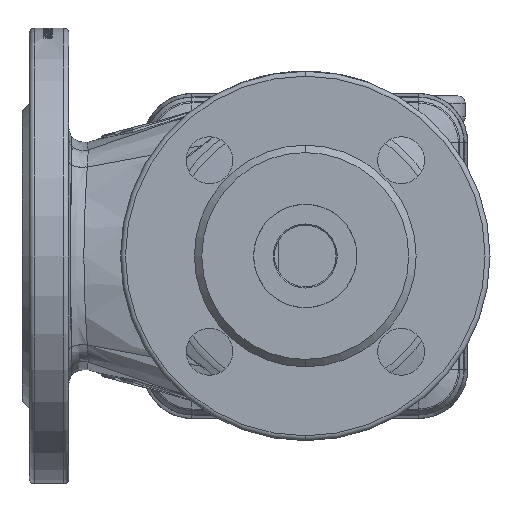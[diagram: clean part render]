
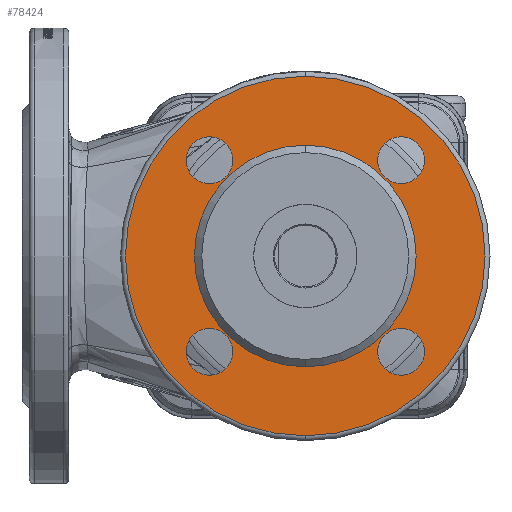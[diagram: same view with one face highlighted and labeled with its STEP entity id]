
A CAD part, front view. The second image highlights one B-rep face of the part: STEP entity #78424.
In plain terms, the highlighted planar face has unit normal (0, -1, 0).
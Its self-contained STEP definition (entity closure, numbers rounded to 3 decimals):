
#1535 = AXIS2_PLACEMENT_3D ( 'NONE', #20773, #181702, #137383 ) ;
#1983 = CARTESIAN_POINT ( 'NONE',  ( 38.891, -137., 38.891 ) ) ;
#2660 = CIRCLE ( 'NONE', #95061, 9.5 ) ;
#4354 = CIRCLE ( 'NONE', #118355, 73. ) ;
#4494 = ORIENTED_EDGE ( 'NONE', *, *, #143836, .F. ) ;
#4652 = DIRECTION ( 'NONE',  ( 0., 1., 0. ) ) ;
#5275 = CARTESIAN_POINT ( 'NONE',  ( 0., -137., 0. ) ) ;
#14432 = CIRCLE ( 'NONE', #122629, 9.5 ) ;
#15030 = FACE_OUTER_BOUND ( 'NONE', #43007, .T. ) ;
#15613 = EDGE_LOOP ( 'NONE', ( #112994, #62519 ) ) ;
#16985 = EDGE_LOOP ( 'NONE', ( #4494, #156197 ) ) ;
#17622 = VERTEX_POINT ( 'NONE', #138670 ) ;
#20122 = EDGE_LOOP ( 'NONE', ( #133116, #50804 ) ) ;
#20741 = CARTESIAN_POINT ( 'NONE',  ( -38.891, -137., 48.391 ) ) ;
#20773 = CARTESIAN_POINT ( 'NONE',  ( -38.891, -137., 38.891 ) ) ;
#24586 = ORIENTED_EDGE ( 'NONE', *, *, #176473, .F. ) ;
#25302 = DIRECTION ( 'NONE',  ( 0., -1., 0. ) ) ;
#28499 = FACE_BOUND ( 'NONE', #15613, .T. ) ;
#29233 = DIRECTION ( 'NONE',  ( 0., 0., 1. ) ) ;
#29460 = CARTESIAN_POINT ( 'NONE',  ( -45., -137., 0. ) ) ;
#30099 = AXIS2_PLACEMENT_3D ( 'NONE', #5275, #64055, #123862 ) ;
#30144 = AXIS2_PLACEMENT_3D ( 'NONE', #190316, #39858, #83327 ) ;
#31123 = DIRECTION ( 'NONE',  ( 0., 1., 0. ) ) ;
#31630 = CARTESIAN_POINT ( 'NONE',  ( 0., -137., -73. ) ) ;
#34783 = DIRECTION ( 'NONE',  ( 0., 0., -1. ) ) ;
#35319 = FACE_BOUND ( 'NONE', #113291, .T. ) ;
#35339 = EDGE_CURVE ( 'NONE', #17622, #108250, #92272, .T. ) ;
#36267 = CIRCLE ( 'NONE', #30144, 9.5 ) ;
#36555 = DIRECTION ( 'NONE',  ( 0., 0., -1. ) ) ;
#39858 = DIRECTION ( 'NONE',  ( 0., -1., 0. ) ) ;
#41953 = PLANE ( 'NONE',  #107050 ) ;
#43007 = EDGE_LOOP ( 'NONE', ( #146281, #156544 ) ) ;
#45707 = VERTEX_POINT ( 'NONE', #113599 ) ;
#46391 = CIRCLE ( 'NONE', #71031, 9.5 ) ;
#47673 = DIRECTION ( 'NONE',  ( 0., -1., 0. ) ) ;
#49794 = FACE_BOUND ( 'NONE', #55131, .T. ) ;
#50125 = CARTESIAN_POINT ( 'NONE',  ( 0., -137., 73. ) ) ;
#50804 = ORIENTED_EDGE ( 'NONE', *, *, #130148, .F. ) ;
#52375 = VERTEX_POINT ( 'NONE', #31630 ) ;
#55131 = EDGE_LOOP ( 'NONE', ( #77488, #79142 ) ) ;
#55132 = CARTESIAN_POINT ( 'NONE',  ( -38.891, -137., 38.891 ) ) ;
#57328 = CARTESIAN_POINT ( 'NONE',  ( 38.891, -137., -48.391 ) ) ;
#59256 = ORIENTED_EDGE ( 'NONE', *, *, #35339, .F. ) ;
#59306 = CARTESIAN_POINT ( 'NONE',  ( 38.891, -137., -38.891 ) ) ;
#62519 = ORIENTED_EDGE ( 'NONE', *, *, #153677, .T. ) ;
#63446 = DIRECTION ( 'NONE',  ( 0., 0., 1. ) ) ;
#64055 = DIRECTION ( 'NONE',  ( 0., 1., 0. ) ) ;
#64112 = CARTESIAN_POINT ( 'NONE',  ( 0., -137., 0. ) ) ;
#65460 = AXIS2_PLACEMENT_3D ( 'NONE', #94312, #4652, #63446 ) ;
#67339 = AXIS2_PLACEMENT_3D ( 'NONE', #64112, #122978, #112311 ) ;
#69671 = VERTEX_POINT ( 'NONE', #50125 ) ;
#70800 = DIRECTION ( 'NONE',  ( 0., 0., -1. ) ) ;
#71031 = AXIS2_PLACEMENT_3D ( 'NONE', #55132, #25302, #112104 ) ;
#73460 = EDGE_CURVE ( 'NONE', #90724, #161743, #143150, .T. ) ;
#77488 = ORIENTED_EDGE ( 'NONE', *, *, #160249, .F. ) ;
#78424 = ADVANCED_FACE ( 'NONE', ( #94190, #49794, #35319, #146148, #28499, #15030 ), #41953, .T. ) ;
#78617 = EDGE_CURVE ( 'NONE', #89056, #93671, #168660, .T. ) ;
#78773 = EDGE_CURVE ( 'NONE', #131063, #87425, #177854, .T. ) ;
#79142 = ORIENTED_EDGE ( 'NONE', *, *, #78617, .F. ) ;
#83327 = DIRECTION ( 'NONE',  ( 0., 0., -1. ) ) ;
#87425 = VERTEX_POINT ( 'NONE', #148829 ) ;
#89056 = VERTEX_POINT ( 'NONE', #57328 ) ;
#90724 = VERTEX_POINT ( 'NONE', #150788 ) ;
#90910 = CARTESIAN_POINT ( 'NONE',  ( 0., -137., 0. ) ) ;
#92272 = CIRCLE ( 'NONE', #104581, 9.5 ) ;
#93671 = VERTEX_POINT ( 'NONE', #161380 ) ;
#94190 = FACE_BOUND ( 'NONE', #16985, .T. ) ;
#94312 = CARTESIAN_POINT ( 'NONE',  ( 0., -137., 0. ) ) ;
#95061 = AXIS2_PLACEMENT_3D ( 'NONE', #1983, #180267, #108021 ) ;
#96152 = CARTESIAN_POINT ( 'NONE',  ( -38.891, -137., -29.391 ) ) ;
#96260 = CIRCLE ( 'NONE', #65460, 45. ) ;
#101844 = DIRECTION ( 'NONE',  ( 0., 0., -1. ) ) ;
#104581 = AXIS2_PLACEMENT_3D ( 'NONE', #144119, #172967, #70800 ) ;
#107050 = AXIS2_PLACEMENT_3D ( 'NONE', #29460, #113431, #101844 ) ;
#107458 = CIRCLE ( 'NONE', #67339, 73. ) ;
#108021 = DIRECTION ( 'NONE',  ( 0., 0., -1. ) ) ;
#108250 = VERTEX_POINT ( 'NONE', #96152 ) ;
#108714 = CARTESIAN_POINT ( 'NONE',  ( 38.891, -137., 48.391 ) ) ;
#112104 = DIRECTION ( 'NONE',  ( 0., 0., -1. ) ) ;
#112311 = DIRECTION ( 'NONE',  ( 0., 0., 1. ) ) ;
#112994 = ORIENTED_EDGE ( 'NONE', *, *, #78773, .T. ) ;
#113291 = EDGE_LOOP ( 'NONE', ( #24586, #59256 ) ) ;
#113431 = DIRECTION ( 'NONE',  ( 0., -1., 0. ) ) ;
#113599 = CARTESIAN_POINT ( 'NONE',  ( 38.891, -137., 29.391 ) ) ;
#118355 = AXIS2_PLACEMENT_3D ( 'NONE', #90910, #31123, #29233 ) ;
#121530 = CIRCLE ( 'NONE', #143071, 9.5 ) ;
#122629 = AXIS2_PLACEMENT_3D ( 'NONE', #181335, #166931, #34783 ) ;
#122978 = DIRECTION ( 'NONE',  ( 0., 1., 0. ) ) ;
#123862 = DIRECTION ( 'NONE',  ( 0., 0., 1. ) ) ;
#124360 = CARTESIAN_POINT ( 'NONE',  ( -38.891, -137., -38.891 ) ) ;
#130148 = EDGE_CURVE ( 'NONE', #45707, #188479, #36267, .T. ) ;
#131063 = VERTEX_POINT ( 'NONE', #152888 ) ;
#133116 = ORIENTED_EDGE ( 'NONE', *, *, #162073, .F. ) ;
#137383 = DIRECTION ( 'NONE',  ( 0., 0., -1. ) ) ;
#138670 = CARTESIAN_POINT ( 'NONE',  ( -38.891, -137., -48.391 ) ) ;
#143071 = AXIS2_PLACEMENT_3D ( 'NONE', #124360, #183094, #36555 ) ;
#143150 = CIRCLE ( 'NONE', #1535, 9.5 ) ;
#143836 = EDGE_CURVE ( 'NONE', #161743, #90724, #46391, .T. ) ;
#144119 = CARTESIAN_POINT ( 'NONE',  ( -38.891, -137., -38.891 ) ) ;
#146148 = FACE_BOUND ( 'NONE', #20122, .T. ) ;
#146281 = ORIENTED_EDGE ( 'NONE', *, *, #175746, .F. ) ;
#148829 = CARTESIAN_POINT ( 'NONE',  ( 0., -137., -45. ) ) ;
#150788 = CARTESIAN_POINT ( 'NONE',  ( -38.891, -137., 29.391 ) ) ;
#152888 = CARTESIAN_POINT ( 'NONE',  ( 0., -137., 45. ) ) ;
#153677 = EDGE_CURVE ( 'NONE', #87425, #131063, #96260, .T. ) ;
#156197 = ORIENTED_EDGE ( 'NONE', *, *, #73460, .F. ) ;
#156544 = ORIENTED_EDGE ( 'NONE', *, *, #180201, .F. ) ;
#160249 = EDGE_CURVE ( 'NONE', #93671, #89056, #14432, .T. ) ;
#161380 = CARTESIAN_POINT ( 'NONE',  ( 38.891, -137., -29.391 ) ) ;
#161743 = VERTEX_POINT ( 'NONE', #20741 ) ;
#162073 = EDGE_CURVE ( 'NONE', #188479, #45707, #2660, .T. ) ;
#163478 = DIRECTION ( 'NONE',  ( 0., 0., -1. ) ) ;
#166931 = DIRECTION ( 'NONE',  ( 0., -1., 0. ) ) ;
#168660 = CIRCLE ( 'NONE', #183902, 9.5 ) ;
#172967 = DIRECTION ( 'NONE',  ( 0., -1., 0. ) ) ;
#175746 = EDGE_CURVE ( 'NONE', #69671, #52375, #4354, .T. ) ;
#176473 = EDGE_CURVE ( 'NONE', #108250, #17622, #121530, .T. ) ;
#177854 = CIRCLE ( 'NONE', #30099, 45. ) ;
#180201 = EDGE_CURVE ( 'NONE', #52375, #69671, #107458, .T. ) ;
#180267 = DIRECTION ( 'NONE',  ( 0., -1., 0. ) ) ;
#181335 = CARTESIAN_POINT ( 'NONE',  ( 38.891, -137., -38.891 ) ) ;
#181702 = DIRECTION ( 'NONE',  ( 0., -1., 0. ) ) ;
#183094 = DIRECTION ( 'NONE',  ( 0., -1., 0. ) ) ;
#183902 = AXIS2_PLACEMENT_3D ( 'NONE', #59306, #47673, #163478 ) ;
#188479 = VERTEX_POINT ( 'NONE', #108714 ) ;
#190316 = CARTESIAN_POINT ( 'NONE',  ( 38.891, -137., 38.891 ) ) ;
